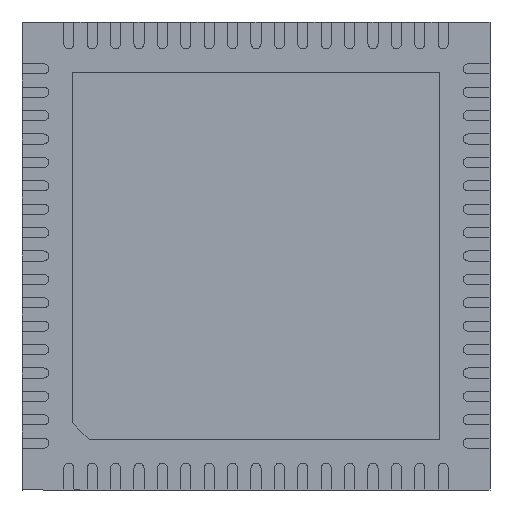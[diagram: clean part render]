
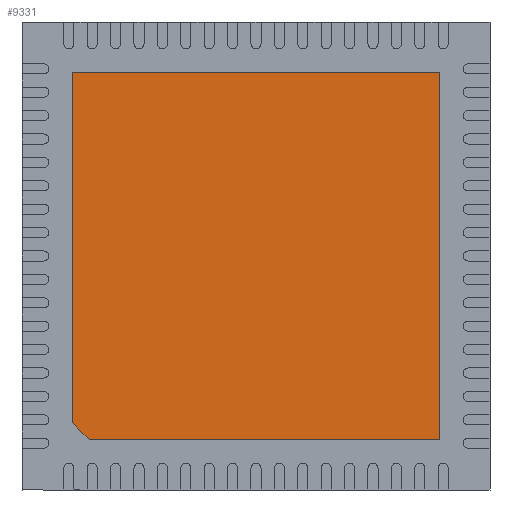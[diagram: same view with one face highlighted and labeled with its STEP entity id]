
A CAD part, front view. The second image highlights one B-rep face of the part: STEP entity #9331.
In plain terms, the highlighted planar face has unit normal (0, -1, 0).
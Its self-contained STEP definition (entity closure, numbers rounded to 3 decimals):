
#37 = ORIENTED_EDGE ( 'NONE', *, *, #5343, .T. ) ;
#1400 = VERTEX_POINT ( 'NONE', #2325 ) ;
#1565 = CARTESIAN_POINT ( 'NONE',  ( 2.745, 0., -2.745 ) ) ;
#1689 = EDGE_CURVE ( 'NONE', #20460, #1400, #16318, .T. ) ;
#1719 = ORIENTED_EDGE ( 'NONE', *, *, #17969, .T. ) ;
#2200 = EDGE_LOOP ( 'NONE', ( #6833, #1719, #10525, #37, #8233 ) ) ;
#2325 = CARTESIAN_POINT ( 'NONE',  ( -2.745, 0., 2.745 ) ) ;
#3094 = LINE ( 'NONE', #4826, #11473 ) ;
#4332 = LINE ( 'NONE', #18871, #8526 ) ;
#4599 = VERTEX_POINT ( 'NONE', #8330 ) ;
#4826 = CARTESIAN_POINT ( 'NONE',  ( 2.745, 0., -2.745 ) ) ;
#5343 = EDGE_CURVE ( 'NONE', #15553, #20460, #3094, .T. ) ;
#5895 = DIRECTION ( 'NONE',  ( 0., -1., 0. ) ) ;
#6833 = ORIENTED_EDGE ( 'NONE', *, *, #19524, .T. ) ;
#7561 = VECTOR ( 'NONE', #16676, 1000. ) ;
#8233 = ORIENTED_EDGE ( 'NONE', *, *, #1689, .T. ) ;
#8330 = CARTESIAN_POINT ( 'NONE',  ( -2.495, 0., -2.745 ) ) ;
#8526 = VECTOR ( 'NONE', #19072, 1000. ) ;
#8990 = CARTESIAN_POINT ( 'NONE',  ( -2.745, 0., -2.745 ) ) ;
#9196 = FACE_OUTER_BOUND ( 'NONE', #2200, .T. ) ;
#9262 = CARTESIAN_POINT ( 'NONE',  ( 2.745, 0., -2.745 ) ) ;
#9331 = ADVANCED_FACE ( 'NONE', ( #9196 ), #11023, .T. ) ;
#9625 = VECTOR ( 'NONE', #15787, 1000. ) ;
#10256 = LINE ( 'NONE', #9262, #9625 ) ;
#10488 = VERTEX_POINT ( 'NONE', #10939 ) ;
#10525 = ORIENTED_EDGE ( 'NONE', *, *, #13325, .T. ) ;
#10939 = CARTESIAN_POINT ( 'NONE',  ( -2.745, 0., -2.495 ) ) ;
#11023 = PLANE ( 'NONE',  #12981 ) ;
#11473 = VECTOR ( 'NONE', #16584, 1000. ) ;
#12981 = AXIS2_PLACEMENT_3D ( 'NONE', #15936, #5895, #17324 ) ;
#13325 = EDGE_CURVE ( 'NONE', #4599, #15553, #10256, .T. ) ;
#15553 = VERTEX_POINT ( 'NONE', #1565 ) ;
#15787 = DIRECTION ( 'NONE',  ( 1., 0., 0. ) ) ;
#15936 = CARTESIAN_POINT ( 'NONE',  ( 0., 0., 0. ) ) ;
#16318 = LINE ( 'NONE', #17936, #16514 ) ;
#16514 = VECTOR ( 'NONE', #19746, 1000. ) ;
#16584 = DIRECTION ( 'NONE',  ( 0., 0., 1. ) ) ;
#16676 = DIRECTION ( 'NONE',  ( 0., 0., -1. ) ) ;
#17324 = DIRECTION ( 'NONE',  ( 0., 0., -1. ) ) ;
#17936 = CARTESIAN_POINT ( 'NONE',  ( 2.745, 0., 2.745 ) ) ;
#17969 = EDGE_CURVE ( 'NONE', #10488, #4599, #4332, .T. ) ;
#18871 = CARTESIAN_POINT ( 'NONE',  ( -2.62, 0., -2.62 ) ) ;
#19072 = DIRECTION ( 'NONE',  ( 0.707, 0., -0.707 ) ) ;
#19158 = CARTESIAN_POINT ( 'NONE',  ( 2.745, 0., 2.745 ) ) ;
#19524 = EDGE_CURVE ( 'NONE', #1400, #10488, #20018, .T. ) ;
#19746 = DIRECTION ( 'NONE',  ( -1., 0., 0. ) ) ;
#20018 = LINE ( 'NONE', #8990, #7561 ) ;
#20460 = VERTEX_POINT ( 'NONE', #19158 ) ;
